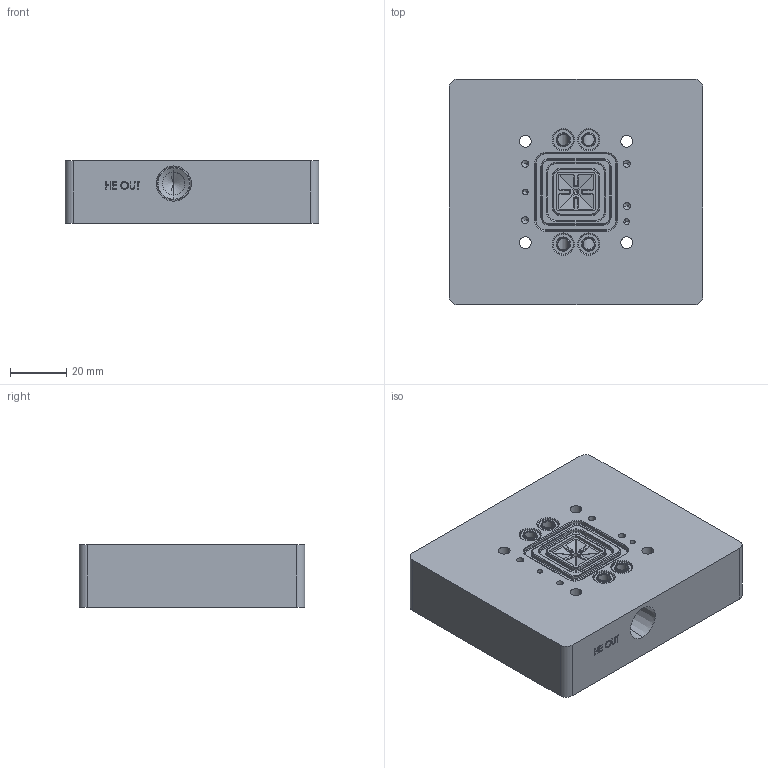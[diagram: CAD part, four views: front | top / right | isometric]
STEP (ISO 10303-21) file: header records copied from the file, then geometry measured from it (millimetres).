
FILE_DESCRIPTION (( 'STEP AP214' ), '1' );
FILE_NAME ('02105.STEP', '2022-09-27T18:34:47', ( '' ), ( '' ), 'SwSTEP 2.0', 'SolidWorks 2021', '' );
FILE_SCHEMA (( 'AUTOMOTIVE_DESIGN' ));
Length unit declared in the file: millimetre
Products named in the file (1): 02105
Bounding box: 90 x 80 x 22 mm (x, y, z)
Volume: 145592.2 mm3; surface area: 29039.9 mm2
Topology: 1 solids, 1 shells, 516 faces, 1289 edges, 801 vertices
Faces by surface type: plane 202, cylinder 146, bspline 73, torus 69, cone 26
Entity records: 18791 total; most frequent: CARTESIAN_POINT 6658, ORIENTED_EDGE 2542, DIRECTION 2342, EDGE_CURVE 1271, AXIS2_PLACEMENT_3D 821, VERTEX_POINT 801, LINE 700, VECTOR 700
